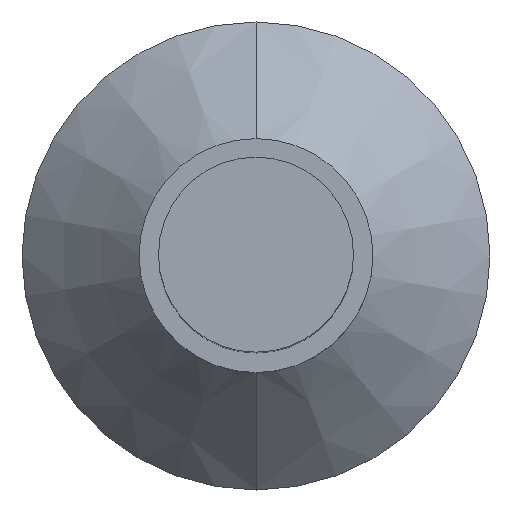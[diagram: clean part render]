
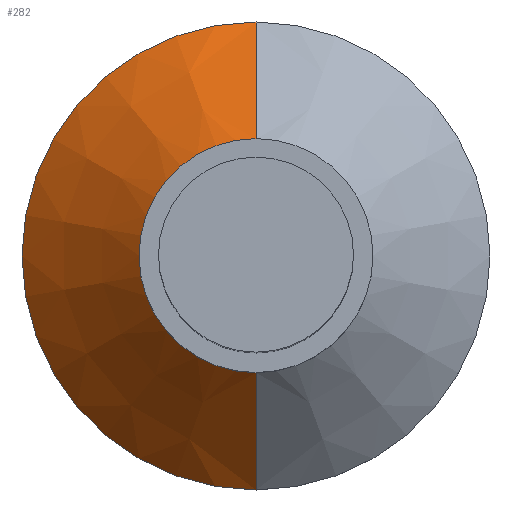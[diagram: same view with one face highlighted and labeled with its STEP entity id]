
A CAD part, top view. The second image highlights one B-rep face of the part: STEP entity #282.
In plain terms, the highlighted conical face has half-angle 45 degrees and reference radius 2.25 mm.
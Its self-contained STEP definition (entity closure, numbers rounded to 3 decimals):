
#44=DIRECTION('',(0.,-0.707,0.707));
#45=VECTOR('',#44,2.121);
#46=CARTESIAN_POINT('',(0.,3.,0.2));
#47=LINE('',#46,#45);
#48=DIRECTION('',(0.,0.707,0.707));
#49=VECTOR('',#48,2.121);
#50=CARTESIAN_POINT('',(0.,-3.,0.2));
#51=LINE('',#50,#49);
#52=CARTESIAN_POINT('',(0.,0.,0.2));
#53=DIRECTION('',(0.,0.,1.));
#54=DIRECTION('',(0.,1.,0.));
#55=AXIS2_PLACEMENT_3D('',#52,#53,#54);
#75=CARTESIAN_POINT('',(0.,0.,1.7));
#76=DIRECTION('',(0.,0.,1.));
#77=DIRECTION('',(0.,1.,0.));
#78=AXIS2_PLACEMENT_3D('',#75,#76,#77);
#167=CARTESIAN_POINT('',(0.,3.,0.2));
#169=VERTEX_POINT('',#167);
#170=CARTESIAN_POINT('',(0.,1.5,1.7));
#171=VERTEX_POINT('',#170);
#179=CARTESIAN_POINT('',(0.,-3.,0.2));
#181=VERTEX_POINT('',#179);
#182=CARTESIAN_POINT('',(0.,-1.5,1.7));
#183=VERTEX_POINT('',#182);
#268=CARTESIAN_POINT('',(0.,0.,0.95));
#269=DIRECTION('',(0.,0.,-1.));
#270=DIRECTION('',(0.,-1.,0.));
#271=AXIS2_PLACEMENT_3D('',#268,#269,#270);
#272=CONICAL_SURFACE('',#271,2.25,45.);
#274=ORIENTED_EDGE('',*,*,#273,.T.);
#276=ORIENTED_EDGE('',*,*,#275,.T.);
#278=ORIENTED_EDGE('',*,*,#277,.F.);
#279=ORIENTED_EDGE('',*,*,#261,.F.);
#280=EDGE_LOOP('',(#274,#276,#278,#279));
#281=FACE_OUTER_BOUND('',#280,.F.);
#282=ADVANCED_FACE('',(#281),#272,.T.);
#56=CIRCLE('',#55,3.);
#79=CIRCLE('',#78,1.5);
#261=EDGE_CURVE('',#169,#181,#56,.T.);
#273=EDGE_CURVE('',#169,#171,#47,.T.);
#275=EDGE_CURVE('',#171,#183,#79,.T.);
#277=EDGE_CURVE('',#181,#183,#51,.T.);
